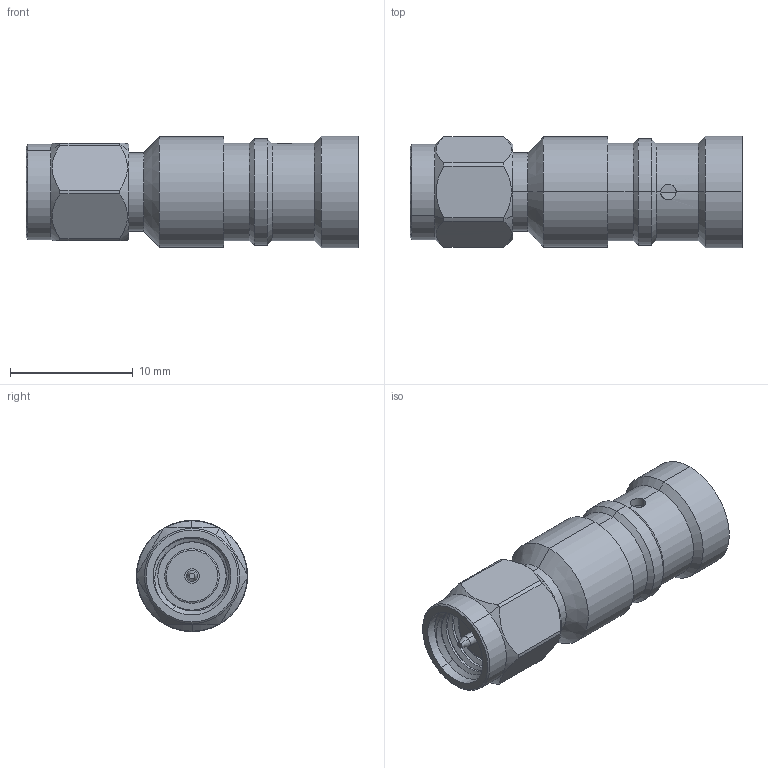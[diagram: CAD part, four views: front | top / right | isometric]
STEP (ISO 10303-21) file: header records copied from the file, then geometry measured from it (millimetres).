
FILE_DESCRIPTION (( 'STEP AP214' ), '1' );
FILE_NAME ('TC-SPP250-SM-LP.step', '2021-05-04T14:31:58', ( '' ), ( '' ), 'SwSTEP 2.0', 'SolidWorks 2020', '' );
FILE_SCHEMA (( 'AUTOMOTIVE_DESIGN' ));
Length unit declared in the file: inch
Products named in the file (1): TC-SPP250-SM-LP
Bounding box: 27.1 x 9.09 x 9.09 mm (x, y, z)
Volume: 1031 mm3; surface area: 1266.1 mm2
Topology: 1 solids, 1 shells, 90 faces, 211 edges, 128 vertices
Faces by surface type: cylinder 47, cone 23, plane 15, bspline 5
Entity records: 4642 total; most frequent: CARTESIAN_POINT 2623, ORIENTED_EDGE 422, DIRECTION 409, EDGE_CURVE 211, AXIS2_PLACEMENT_3D 166, VERTEX_POINT 128, EDGE_LOOP 97, FACE_OUTER_BOUND 90
